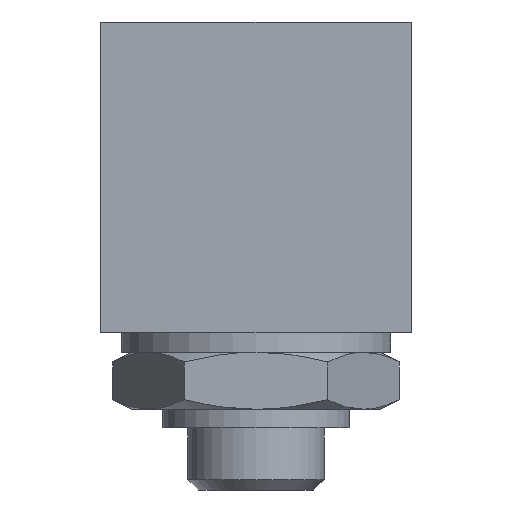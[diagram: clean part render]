
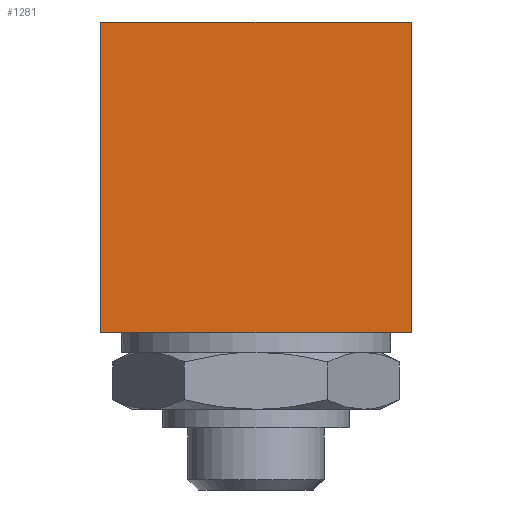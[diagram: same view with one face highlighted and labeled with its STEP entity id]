
A CAD part, front view. The second image highlights one B-rep face of the part: STEP entity #1281.
In plain terms, the highlighted planar face has unit normal (0, -1, 0).
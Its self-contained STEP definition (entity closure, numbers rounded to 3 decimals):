
#1242=CARTESIAN_POINT('',(0.,-43.0,0.));
#1243=DIRECTION('',(0.0,1.0,0.0));
#1244=DIRECTION('',(0.0,0.0,1.0));
#1245=AXIS2_PLACEMENT_3D('',#1242,#1243,#1244);
#1246=PLANE('',#1245);
#1247=CARTESIAN_POINT('',(-15.,-43.0,-15.0));
#1248=VERTEX_POINT('',#1247);
#1249=CARTESIAN_POINT('',(-15.,-43.0,15.));
#1250=VERTEX_POINT('',#1249);
#1251=CARTESIAN_POINT('',(-15.,-43.0,-15.0));
#1252=DIRECTION('',(0.0,0.0,1.0));
#1253=VECTOR('',#1252,30.);
#1254=LINE('',#1251,#1253);
#1255=EDGE_CURVE('',#1248,#1250,#1254,.T.);
#1256=ORIENTED_EDGE('',*,*,#1255,.F.);
#1257=CARTESIAN_POINT('',(15.,-43.0,-15.0));
#1258=VERTEX_POINT('',#1257);
#1259=CARTESIAN_POINT('',(15.,-43.0,-15.0));
#1260=DIRECTION('',(-1.0,0.0,0.0));
#1261=VECTOR('',#1260,30.);
#1262=LINE('',#1259,#1261);
#1263=EDGE_CURVE('',#1258,#1248,#1262,.T.);
#1264=ORIENTED_EDGE('',*,*,#1263,.F.);
#1265=CARTESIAN_POINT('',(15.,-43.0,15.0));
#1266=VERTEX_POINT('',#1265);
#1267=CARTESIAN_POINT('',(15.,-43.0,15.0));
#1268=DIRECTION('',(0.0,0.0,-1.0));
#1269=VECTOR('',#1268,30.0);
#1270=LINE('',#1267,#1269);
#1271=EDGE_CURVE('',#1266,#1258,#1270,.T.);
#1272=ORIENTED_EDGE('',*,*,#1271,.F.);
#1273=CARTESIAN_POINT('',(-15.,-43.0,15.));
#1274=DIRECTION('',(1.0,0.0,0.0));
#1275=VECTOR('',#1274,30.0);
#1276=LINE('',#1273,#1275);
#1277=EDGE_CURVE('',#1250,#1266,#1276,.T.);
#1278=ORIENTED_EDGE('',*,*,#1277,.F.);
#1279=EDGE_LOOP('',(#1256,#1264,#1272,#1278));
#1280=FACE_OUTER_BOUND('',#1279,.T.);
#1281=ADVANCED_FACE('',(#1280),#1246,.F.);
